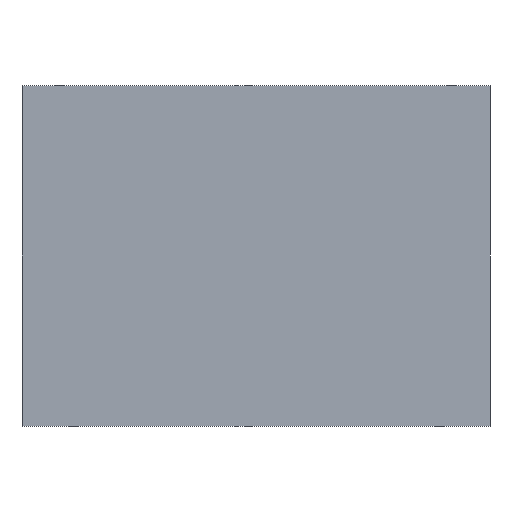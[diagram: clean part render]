
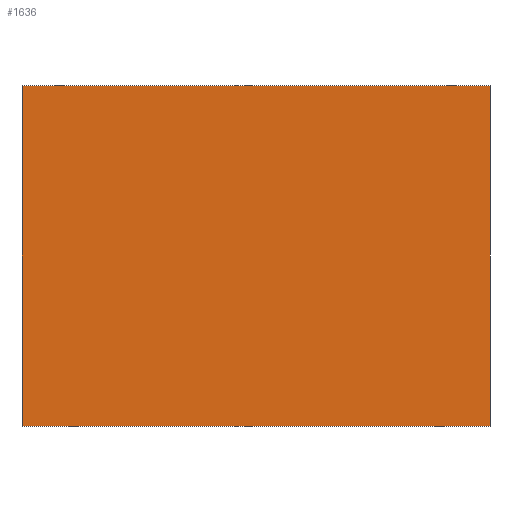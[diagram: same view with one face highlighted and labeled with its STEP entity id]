
A CAD part, front view. The second image highlights one B-rep face of the part: STEP entity #1636.
In plain terms, the highlighted planar face has unit normal (0, -1, 0).
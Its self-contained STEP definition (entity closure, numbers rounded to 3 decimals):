
#106=PLANE('',#1867);
#189=FACE_OUTER_BOUND('',#317,.T.);
#317=EDGE_LOOP('',(#1514,#1515,#1516,#1517));
#414=LINE('',#2866,#518);
#417=LINE('',#2871,#521);
#419=LINE('',#2875,#523);
#421=LINE('',#2878,#525);
#518=VECTOR('',#2380,10.);
#521=VECTOR('',#2385,10.);
#523=VECTOR('',#2389,10.);
#525=VECTOR('',#2393,10.);
#818=VERTEX_POINT('',#2864);
#819=VERTEX_POINT('',#2865);
#820=VERTEX_POINT('',#2870);
#821=VERTEX_POINT('',#2874);
#1046=EDGE_CURVE('',#818,#819,#414,.T.);
#1049=EDGE_CURVE('',#820,#818,#417,.T.);
#1051=EDGE_CURVE('',#821,#820,#419,.T.);
#1053=EDGE_CURVE('',#819,#821,#421,.T.);
#1514=ORIENTED_EDGE('',*,*,#1053,.F.);
#1515=ORIENTED_EDGE('',*,*,#1046,.F.);
#1516=ORIENTED_EDGE('',*,*,#1049,.F.);
#1517=ORIENTED_EDGE('',*,*,#1051,.F.);
#1636=ADVANCED_FACE('',(#189),#106,.F.);
#1867=AXIS2_PLACEMENT_3D('',#2879,#2394,#2395);
#2380=DIRECTION('',(-1.,0.,0.));
#2385=DIRECTION('',(0.,0.,-1.));
#2389=DIRECTION('',(1.,0.,0.));
#2393=DIRECTION('',(0.,0.,1.));
#2394=DIRECTION('center_axis',(0.,1.,0.));
#2395=DIRECTION('ref_axis',(0.,0.,1.));
#2864=CARTESIAN_POINT('',(55.,0.,-40.));
#2865=CARTESIAN_POINT('',(-55.,0.,-40.));
#2866=CARTESIAN_POINT('',(55.,0.,-40.));
#2870=CARTESIAN_POINT('',(55.,0.,40.));
#2871=CARTESIAN_POINT('',(55.,0.,40.));
#2874=CARTESIAN_POINT('',(-55.,0.,40.));
#2875=CARTESIAN_POINT('',(-55.,0.,40.));
#2878=CARTESIAN_POINT('',(-55.,0.,-40.));
#2879=CARTESIAN_POINT('Origin',(0.,0.,0.));
